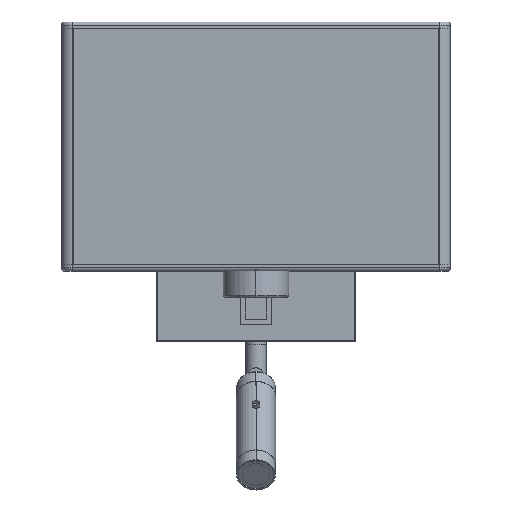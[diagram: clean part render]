
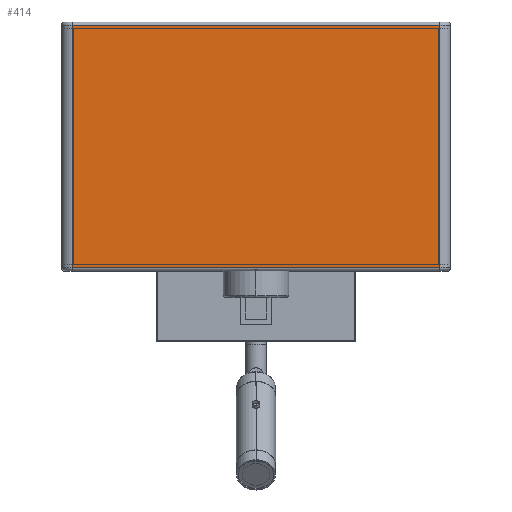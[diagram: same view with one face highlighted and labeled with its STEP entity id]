
A CAD part, top view. The second image highlights one B-rep face of the part: STEP entity #414.
In plain terms, the highlighted planar face has unit normal (0, 0, 1).
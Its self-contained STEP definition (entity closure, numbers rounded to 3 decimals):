
#395 = LINE ( 'NONE', #4896, #8960 ) ;
#412 = AXIS2_PLACEMENT_3D ( 'NONE', #7649, #860, #807 ) ;
#414 = ADVANCED_FACE ( 'NONE', ( #9111 ), #3066, .F. ) ;
#807 = DIRECTION ( 'NONE',  ( -1., 0., 0. ) ) ;
#860 = DIRECTION ( 'NONE',  ( 0., 0., -1. ) ) ;
#1078 = ORIENTED_EDGE ( 'NONE', *, *, #4509, .T. ) ;
#1222 = VERTEX_POINT ( 'NONE', #5444 ) ;
#1422 = ORIENTED_EDGE ( 'NONE', *, *, #2061, .T. ) ;
#1808 = VECTOR ( 'NONE', #6126, 1000. ) ;
#1820 = CARTESIAN_POINT ( 'NONE',  ( -118., 156.5, 191. ) ) ;
#2061 = EDGE_CURVE ( 'NONE', #1222, #4753, #8423, .T. ) ;
#2343 = CARTESIAN_POINT ( 'NONE',  ( -118., 158.5, 191. ) ) ;
#2620 = LINE ( 'NONE', #8054, #3451 ) ;
#3034 = CARTESIAN_POINT ( 'NONE',  ( -118., 156.5, 191. ) ) ;
#3066 = PLANE ( 'NONE',  #412 ) ;
#3250 = EDGE_LOOP ( 'NONE', ( #1078, #1422, #8899, #3941 ) ) ;
#3324 = DIRECTION ( 'NONE',  ( 1., 0., 0. ) ) ;
#3451 = VECTOR ( 'NONE', #3324, 1000. ) ;
#3941 = ORIENTED_EDGE ( 'NONE', *, *, #6646, .T. ) ;
#4509 = EDGE_CURVE ( 'NONE', #5223, #1222, #395, .T. ) ;
#4753 = VERTEX_POINT ( 'NONE', #1820 ) ;
#4896 = CARTESIAN_POINT ( 'NONE',  ( 118., 158.5, 191. ) ) ;
#5223 = VERTEX_POINT ( 'NONE', #6839 ) ;
#5444 = CARTESIAN_POINT ( 'NONE',  ( 118., 156.5, 191. ) ) ;
#5806 = EDGE_CURVE ( 'NONE', #4753, #6825, #9186, .T. ) ;
#6126 = DIRECTION ( 'NONE',  ( -1., 0., 0. ) ) ;
#6646 = EDGE_CURVE ( 'NONE', #6825, #5223, #2620, .T. ) ;
#6825 = VERTEX_POINT ( 'NONE', #9001 ) ;
#6839 = CARTESIAN_POINT ( 'NONE',  ( 118., 0.5, 191. ) ) ;
#7228 = DIRECTION ( 'NONE',  ( 0., 1., 0. ) ) ;
#7649 = CARTESIAN_POINT ( 'NONE',  ( 125., 158.5, 191. ) ) ;
#7720 = DIRECTION ( 'NONE',  ( 0., -1., 0. ) ) ;
#8054 = CARTESIAN_POINT ( 'NONE',  ( 125., 0.5, 191. ) ) ;
#8423 = LINE ( 'NONE', #3034, #1808 ) ;
#8848 = VECTOR ( 'NONE', #7720, 1000. ) ;
#8899 = ORIENTED_EDGE ( 'NONE', *, *, #5806, .T. ) ;
#8960 = VECTOR ( 'NONE', #7228, 1000. ) ;
#9001 = CARTESIAN_POINT ( 'NONE',  ( -118., 0.5, 191. ) ) ;
#9111 = FACE_OUTER_BOUND ( 'NONE', #3250, .T. ) ;
#9186 = LINE ( 'NONE', #2343, #8848 ) ;
